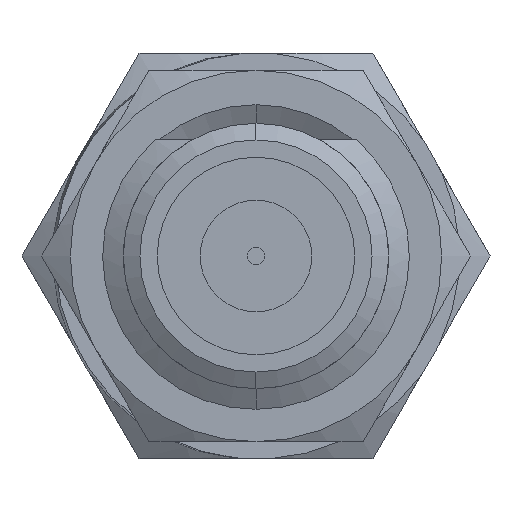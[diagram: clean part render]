
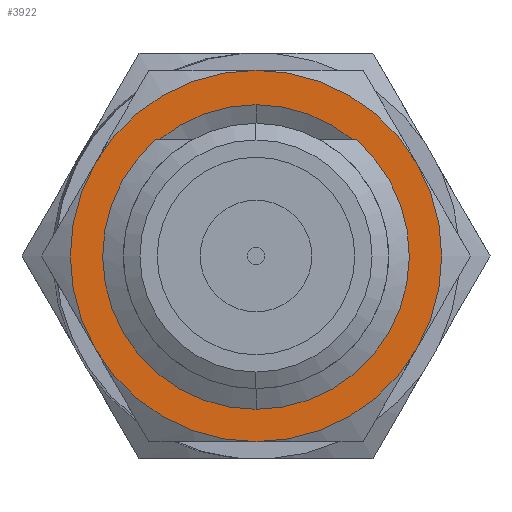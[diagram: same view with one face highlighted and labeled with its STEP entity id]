
A CAD part, left-side view. The second image highlights one B-rep face of the part: STEP entity #3922.
In plain terms, the highlighted face is planar.
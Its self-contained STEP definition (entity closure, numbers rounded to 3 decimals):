
#46 = AXIS2_PLACEMENT_3D ( 'NONE', #2812, #3284, #2200 ) ;
#55 = DIRECTION ( 'NONE',  ( 1., 0., 0. ) ) ;
#102 = DIRECTION ( 'NONE',  ( 0., 0., 1. ) ) ;
#111 = AXIS2_PLACEMENT_3D ( 'NONE', #2085, #3213, #55 ) ;
#138 = VERTEX_POINT ( 'NONE', #3730 ) ;
#148 = CARTESIAN_POINT ( 'NONE',  ( 0., 0., -1.27 ) ) ;
#202 = VERTEX_POINT ( 'NONE', #1141 ) ;
#251 = CARTESIAN_POINT ( 'NONE',  ( 0., 0., -1.27 ) ) ;
#466 = AXIS2_PLACEMENT_3D ( 'NONE', #4007, #2628, #1909 ) ;
#574 = DIRECTION ( 'NONE',  ( 1., 0., 0. ) ) ;
#578 = DIRECTION ( 'NONE',  ( 1., 0., 0. ) ) ;
#701 = FACE_OUTER_BOUND ( 'NONE', #2481, .T. ) ;
#764 = CIRCLE ( 'NONE', #1931, 8. ) ;
#785 = CARTESIAN_POINT ( 'NONE',  ( -4., -6.928, -1.27 ) ) ;
#815 = VERTEX_POINT ( 'NONE', #863 ) ;
#863 = CARTESIAN_POINT ( 'NONE',  ( -8., 0., -1.27 ) ) ;
#884 = CARTESIAN_POINT ( 'NONE',  ( 0., 0., -1.27 ) ) ;
#921 = CARTESIAN_POINT ( 'NONE',  ( -6.518, 0., -1.27 ) ) ;
#928 = CARTESIAN_POINT ( 'NONE',  ( 0., 0., -1.27 ) ) ;
#956 = VERTEX_POINT ( 'NONE', #1649 ) ;
#998 = ORIENTED_EDGE ( 'NONE', *, *, #2747, .F. ) ;
#1089 = CARTESIAN_POINT ( 'NONE',  ( 6.518, 0., -1.27 ) ) ;
#1107 = AXIS2_PLACEMENT_3D ( 'NONE', #251, #2976, #578 ) ;
#1131 = DIRECTION ( 'NONE',  ( 1., 0., 0. ) ) ;
#1141 = CARTESIAN_POINT ( 'NONE',  ( 4., 6.928, -1.27 ) ) ;
#1165 = CARTESIAN_POINT ( 'NONE',  ( 8., 0., -1.27 ) ) ;
#1167 = DIRECTION ( 'NONE',  ( 1., 0., 0. ) ) ;
#1278 = DIRECTION ( 'NONE',  ( 0., 0., 1. ) ) ;
#1291 = EDGE_CURVE ( 'NONE', #1503, #3270, #2839, .T. ) ;
#1437 = DIRECTION ( 'NONE',  ( 1., 0., 0. ) ) ;
#1503 = VERTEX_POINT ( 'NONE', #921 ) ;
#1565 = ORIENTED_EDGE ( 'NONE', *, *, #3377, .F. ) ;
#1612 = CARTESIAN_POINT ( 'NONE',  ( 0., 0., -1.27 ) ) ;
#1649 = CARTESIAN_POINT ( 'NONE',  ( -4., 6.928, -1.27 ) ) ;
#1683 = CIRCLE ( 'NONE', #2895, 8. ) ;
#1774 = PLANE ( 'NONE',  #111 ) ;
#1909 = DIRECTION ( 'NONE',  ( 1., 0., 0. ) ) ;
#1931 = AXIS2_PLACEMENT_3D ( 'NONE', #928, #2341, #1949 ) ;
#1949 = DIRECTION ( 'NONE',  ( -1., 0., 0. ) ) ;
#2085 = CARTESIAN_POINT ( 'NONE',  ( 0., 0., -1.27 ) ) ;
#2162 = ORIENTED_EDGE ( 'NONE', *, *, #3950, .F. ) ;
#2200 = DIRECTION ( 'NONE',  ( 1., 0., 0. ) ) ;
#2341 = DIRECTION ( 'NONE',  ( 0., 0., -1. ) ) ;
#2352 = EDGE_CURVE ( 'NONE', #815, #956, #764, .T. ) ;
#2434 = DIRECTION ( 'NONE',  ( 0., 0., 1. ) ) ;
#2481 = EDGE_LOOP ( 'NONE', ( #998, #3561, #2162, #2986, #3207, #1565 ) ) ;
#2503 = CIRCLE ( 'NONE', #3002, 8. ) ;
#2556 = DIRECTION ( 'NONE',  ( 0., 0., 1. ) ) ;
#2628 = DIRECTION ( 'NONE',  ( 0., 0., 1. ) ) ;
#2747 = EDGE_CURVE ( 'NONE', #3900, #202, #2503, .T. ) ;
#2812 = CARTESIAN_POINT ( 'NONE',  ( 0., 0., -1.27 ) ) ;
#2839 = CIRCLE ( 'NONE', #4352, 6.518 ) ;
#2885 = CIRCLE ( 'NONE', #466, 8. ) ;
#2895 = AXIS2_PLACEMENT_3D ( 'NONE', #148, #2556, #1131 ) ;
#2913 = EDGE_LOOP ( 'NONE', ( #3113, #3972 ) ) ;
#2976 = DIRECTION ( 'NONE',  ( 0., 0., 1. ) ) ;
#2986 = ORIENTED_EDGE ( 'NONE', *, *, #3480, .F. ) ;
#3002 = AXIS2_PLACEMENT_3D ( 'NONE', #884, #2434, #1437 ) ;
#3011 = AXIS2_PLACEMENT_3D ( 'NONE', #1612, #1278, #574 ) ;
#3113 = ORIENTED_EDGE ( 'NONE', *, *, #1291, .T. ) ;
#3207 = ORIENTED_EDGE ( 'NONE', *, *, #2352, .T. ) ;
#3213 = DIRECTION ( 'NONE',  ( 0., 0., 1. ) ) ;
#3270 = VERTEX_POINT ( 'NONE', #1089 ) ;
#3284 = DIRECTION ( 'NONE',  ( 0., 0., 1. ) ) ;
#3377 = EDGE_CURVE ( 'NONE', #202, #956, #4373, .T. ) ;
#3480 = EDGE_CURVE ( 'NONE', #815, #4322, #2885, .T. ) ;
#3557 = FACE_BOUND ( 'NONE', #2913, .T. ) ;
#3559 = CIRCLE ( 'NONE', #46, 8. ) ;
#3561 = ORIENTED_EDGE ( 'NONE', *, *, #4341, .F. ) ;
#3730 = CARTESIAN_POINT ( 'NONE',  ( 4., -6.928, -1.27 ) ) ;
#3843 = CIRCLE ( 'NONE', #1107, 6.518 ) ;
#3856 = CARTESIAN_POINT ( 'NONE',  ( 0., 0., -1.27 ) ) ;
#3900 = VERTEX_POINT ( 'NONE', #1165 ) ;
#3922 = ADVANCED_FACE ( 'NONE', ( #3557, #701 ), #1774, .F. ) ;
#3950 = EDGE_CURVE ( 'NONE', #4322, #138, #3559, .T. ) ;
#3972 = ORIENTED_EDGE ( 'NONE', *, *, #4065, .T. ) ;
#4007 = CARTESIAN_POINT ( 'NONE',  ( 0., 0., -1.27 ) ) ;
#4065 = EDGE_CURVE ( 'NONE', #3270, #1503, #3843, .T. ) ;
#4322 = VERTEX_POINT ( 'NONE', #785 ) ;
#4341 = EDGE_CURVE ( 'NONE', #138, #3900, #1683, .T. ) ;
#4352 = AXIS2_PLACEMENT_3D ( 'NONE', #3856, #102, #1167 ) ;
#4373 = CIRCLE ( 'NONE', #3011, 8. ) ;
